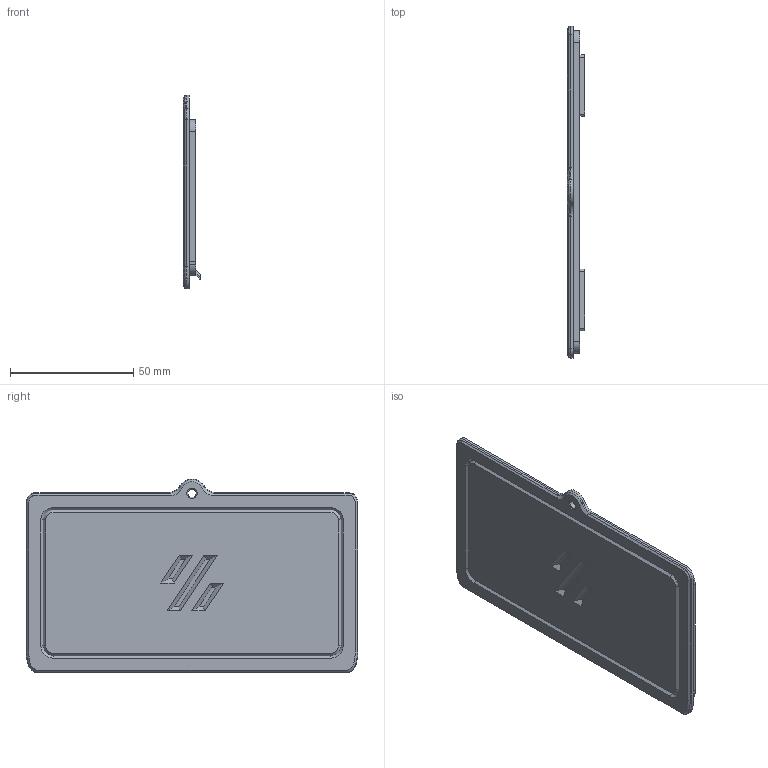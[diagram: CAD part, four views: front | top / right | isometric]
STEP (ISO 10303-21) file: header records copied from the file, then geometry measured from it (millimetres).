
FILE_DESCRIPTION(/* description */ (''),/* implementation_level */ '2;1');
FILE_NAME(/* name */ 'Exhaust90_Rear_Cover.stp',/* time_stamp */ '2021-08-31T12:19:57+02:00',/* author */ ('Rama'),/* organization */ (''),/* preprocessor_version */ 'ST-DEVELOPER v18.1',/* originating_system */ 'Autodesk Inventor 2021',/* authorisation */ '');
FILE_SCHEMA (('AUTOMOTIVE_DESIGN { 1 0 10303 214 3 1 1 }'));
Length unit declared in the file: millimetre
Products named in the file (1): Rear Cover
Bounding box: 7.2 x 134.8 x 78.77 mm (x, y, z)
Volume: 25022.4 mm3; surface area: 23199.9 mm2
Topology: 1 solids, 1 shells, 133 faces, 330 edges, 204 vertices
Faces by surface type: plane 62, cylinder 36, bspline 20, cone 12, torus 3
Full cylindrical faces by diameter (mm): 3.4 x1
Entity records: 4621 total; most frequent: CARTESIAN_POINT 1437, ORIENTED_EDGE 660, DIRECTION 642, EDGE_CURVE 330, AXIS2_PLACEMENT_3D 222, VERTEX_POINT 204, LINE 198, VECTOR 198
